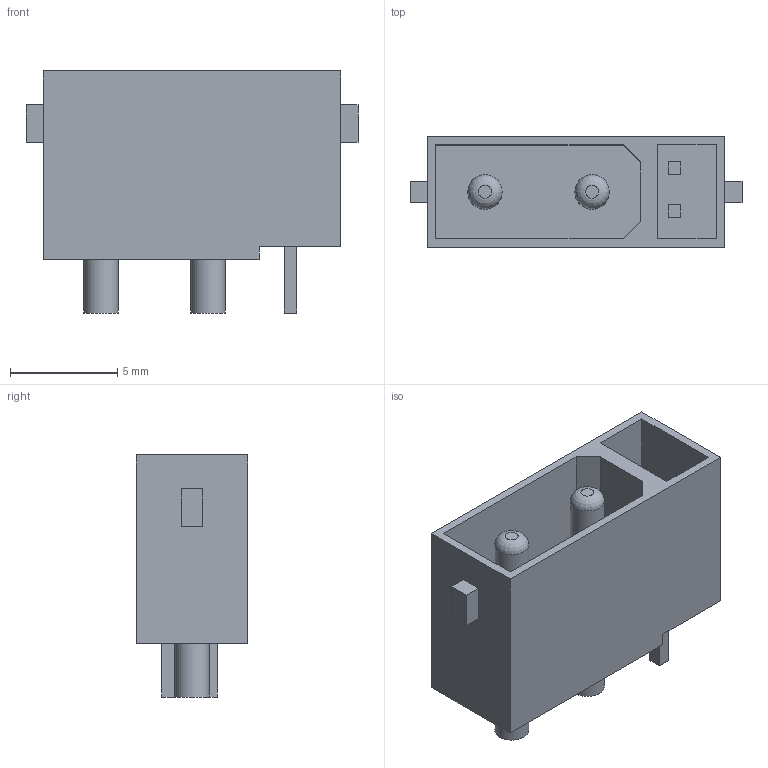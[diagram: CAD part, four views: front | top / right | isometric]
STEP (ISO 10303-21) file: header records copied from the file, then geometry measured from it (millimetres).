
FILE_DESCRIPTION(('FreeCAD Model'),'2;1');
FILE_NAME('Open CASCADE Shape Model','2025-12-29T14:54:16',(''),(''), 'Open CASCADE STEP processor 7.7','FreeCAD','Unknown');
FILE_SCHEMA(('AUTOMOTIVE_DESIGN { 1 0 10303 214 1 1 1 1 }'));
Length unit declared in the file: millimetre
Products named in the file (1): Body
Bounding box: 15.5 x 5.2 x 11.3 mm (x, y, z)
Volume: 237.2 mm3; surface area: 954.6 mm2
Topology: 1 solids, 1 shells, 60 faces, 136 edges, 90 vertices
Faces by surface type: plane 54, cylinder 4, revolution 2
Full cylindrical faces by diameter (mm): 1.6 x4
Entity records: 1692 total; most frequent: CARTESIAN_POINT 301, ORIENTED_EDGE 272, DIRECTION 268, EDGE_CURVE 136, LINE 124, VECTOR 124, VERTEX_POINT 90, FACE_BOUND 72
